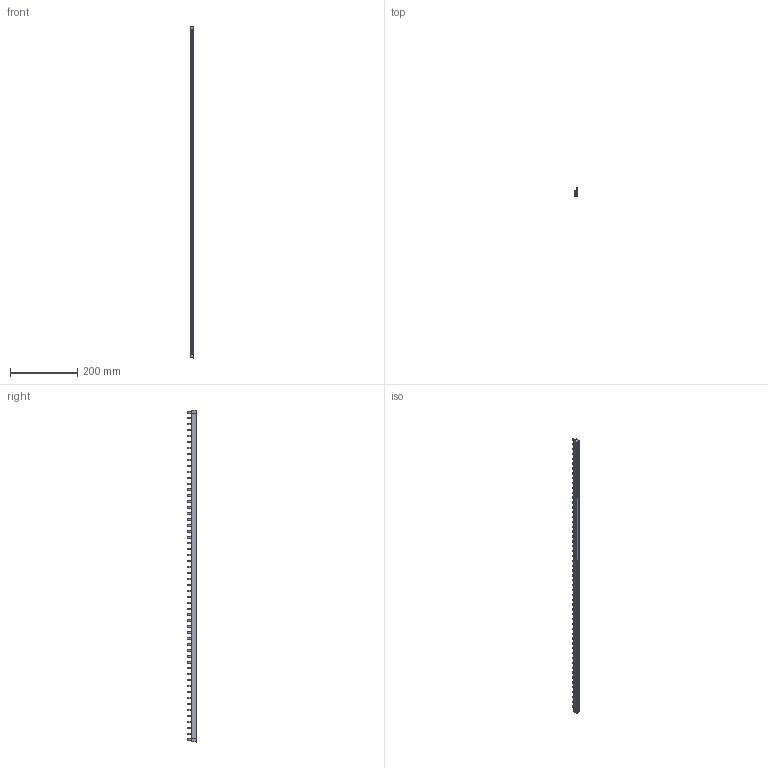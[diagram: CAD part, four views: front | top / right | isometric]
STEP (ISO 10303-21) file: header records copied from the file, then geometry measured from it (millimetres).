
FILE_DESCRIPTION (( 'STEP AP203' ), '1' );
FILE_NAME ('2 Fazlý Müþterek W Otomat Barasý - 28 Modül.STEP', '2020-08-17T10:20:14', ( '' ), ( '' ), 'SwSTEP 2.0', 'SolidWorks 2011', '' );
FILE_SCHEMA (( 'CONFIG_CONTROL_DESIGN' ));
Length unit declared in the file: millimetre
Products named in the file (1): 2 Fazlý Müþterek W Otomat Barasý - 28 Modül
Bounding box: 11.8 x 27.8 x 990 mm (x, y, z)
Volume: 108846 mm3; surface area: 101730.8 mm2
Topology: 1 solids, 2 shells, 2727 faces, 7975 edges, 5310 vertices
Faces by surface type: plane 2243, cylinder 364, bspline 112, torus 8
Entity records: 91628 total; most frequent: CARTESIAN_POINT 20425, ORIENTED_EDGE 15950, DIRECTION 13035, EDGE_CURVE 7975, VECTOR 6779, LINE 6779, VERTEX_POINT 5310, AXIS2_PLACEMENT_3D 3128
